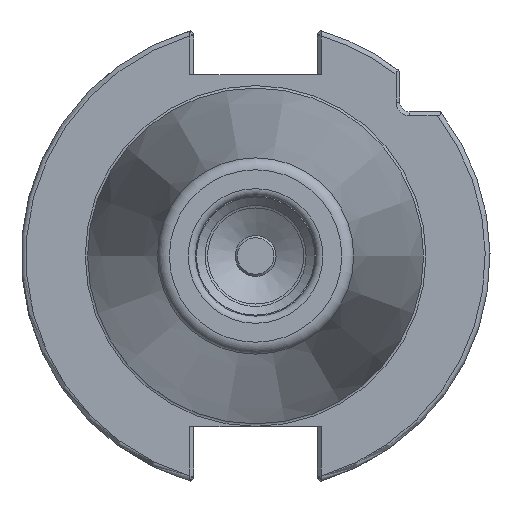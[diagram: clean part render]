
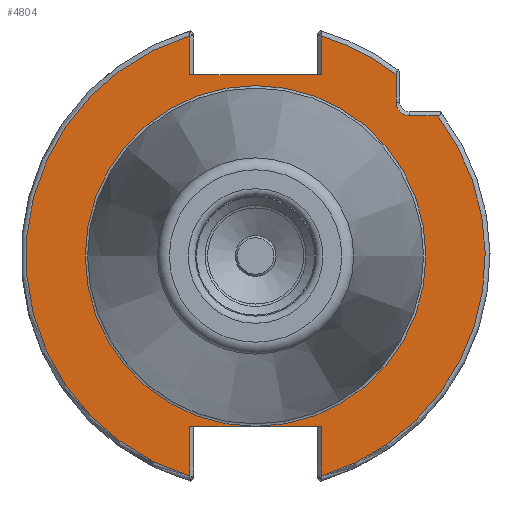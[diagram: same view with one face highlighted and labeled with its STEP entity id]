
A CAD part, left-side view. The second image highlights one B-rep face of the part: STEP entity #4804.
In plain terms, the highlighted planar face has unit normal (-1, 0, 0).
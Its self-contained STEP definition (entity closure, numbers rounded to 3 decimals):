
#155=PLANE('',#5301);
#281=FACE_BOUND('',#906,.T.);
#594=FACE_OUTER_BOUND('',#905,.T.);
#905=EDGE_LOOP('',(#3645,#3646,#3647,#3648,#3649,#3650,#3651,#3652,#3653,
#3654,#3655,#3656));
#906=EDGE_LOOP('',(#3657));
#1195=LINE('',#7983,#1548);
#1217=LINE('',#8285,#1570);
#1219=LINE('',#8364,#1572);
#1220=LINE('',#8366,#1573);
#1221=LINE('',#8370,#1574);
#1222=LINE('',#8374,#1575);
#1223=LINE('',#8377,#1576);
#1224=LINE('',#8378,#1577);
#1548=VECTOR('',#5949,10.);
#1570=VECTOR('',#5997,10.);
#1572=VECTOR('',#6019,10.);
#1573=VECTOR('',#6020,10.);
#1574=VECTOR('',#6023,10.);
#1575=VECTOR('',#6026,10.);
#1576=VECTOR('',#6029,10.);
#1577=VECTOR('',#6030,10.);
#1916=CIRCLE('',#5300,47.75);
#1917=CIRCLE('',#5302,47.75);
#1918=CIRCLE('',#5303,2.8);
#1919=CIRCLE('',#5304,47.75);
#1920=CIRCLE('',#5305,35.425);
#2160=VERTEX_POINT('',#7981);
#2161=VERTEX_POINT('',#7982);
#2189=VERTEX_POINT('',#8278);
#2192=VERTEX_POINT('',#8283);
#2199=VERTEX_POINT('',#8342);
#2201=VERTEX_POINT('',#8363);
#2202=VERTEX_POINT('',#8365);
#2203=VERTEX_POINT('',#8367);
#2204=VERTEX_POINT('',#8369);
#2205=VERTEX_POINT('',#8371);
#2206=VERTEX_POINT('',#8373);
#2207=VERTEX_POINT('',#8375);
#2208=VERTEX_POINT('',#8379);
#2672=EDGE_CURVE('',#2160,#2161,#1195,.T.);
#2714=EDGE_CURVE('',#2192,#2189,#1217,.T.);
#2726=EDGE_CURVE('',#2189,#2199,#1916,.T.);
#2729=EDGE_CURVE('',#2192,#2201,#1219,.T.);
#2730=EDGE_CURVE('',#2202,#2201,#1220,.T.);
#2731=EDGE_CURVE('',#2203,#2202,#1917,.T.);
#2732=EDGE_CURVE('',#2204,#2203,#1221,.T.);
#2733=EDGE_CURVE('',#2205,#2204,#1918,.T.);
#2734=EDGE_CURVE('',#2206,#2205,#1222,.T.);
#2735=EDGE_CURVE('',#2207,#2206,#1919,.T.);
#2736=EDGE_CURVE('',#2160,#2207,#1223,.T.);
#2737=EDGE_CURVE('',#2199,#2161,#1224,.T.);
#2738=EDGE_CURVE('',#2208,#2208,#1920,.T.);
#3645=ORIENTED_EDGE('',*,*,#2714,.F.);
#3646=ORIENTED_EDGE('',*,*,#2729,.T.);
#3647=ORIENTED_EDGE('',*,*,#2730,.F.);
#3648=ORIENTED_EDGE('',*,*,#2731,.F.);
#3649=ORIENTED_EDGE('',*,*,#2732,.F.);
#3650=ORIENTED_EDGE('',*,*,#2733,.F.);
#3651=ORIENTED_EDGE('',*,*,#2734,.F.);
#3652=ORIENTED_EDGE('',*,*,#2735,.F.);
#3653=ORIENTED_EDGE('',*,*,#2736,.F.);
#3654=ORIENTED_EDGE('',*,*,#2672,.T.);
#3655=ORIENTED_EDGE('',*,*,#2737,.F.);
#3656=ORIENTED_EDGE('',*,*,#2726,.F.);
#3657=ORIENTED_EDGE('',*,*,#2738,.T.);
#4804=ADVANCED_FACE('',(#594,#281),#155,.T.);
#5300=AXIS2_PLACEMENT_3D('',#8343,#6015,#6016);
#5301=AXIS2_PLACEMENT_3D('',#8362,#6017,#6018);
#5302=AXIS2_PLACEMENT_3D('',#8368,#6021,#6022);
#5303=AXIS2_PLACEMENT_3D('',#8372,#6024,#6025);
#5304=AXIS2_PLACEMENT_3D('',#8376,#6027,#6028);
#5305=AXIS2_PLACEMENT_3D('',#8380,#6031,#6032);
#5949=DIRECTION('',(0.,1.,0.));
#5997=DIRECTION('',(0.,0.,-1.));
#6015=DIRECTION('center_axis',(1.,0.,0.));
#6016=DIRECTION('ref_axis',(0.,0.,-1.));
#6017=DIRECTION('center_axis',(-1.,0.,0.));
#6018=DIRECTION('ref_axis',(0.,0.,1.));
#6019=DIRECTION('',(0.,-1.,0.));
#6020=DIRECTION('',(0.,0.,1.));
#6021=DIRECTION('center_axis',(1.,0.,0.));
#6022=DIRECTION('ref_axis',(0.,0.,-1.));
#6023=DIRECTION('',(0.,-1.,0.));
#6024=DIRECTION('center_axis',(-1.,0.,0.));
#6025=DIRECTION('ref_axis',(0.,1.,0.));
#6026=DIRECTION('',(0.,0.,-1.));
#6027=DIRECTION('center_axis',(1.,0.,0.));
#6028=DIRECTION('ref_axis',(0.,0.,-1.));
#6029=DIRECTION('',(0.,0.,1.));
#6030=DIRECTION('',(0.,0.,-1.));
#6031=DIRECTION('center_axis',(1.,0.,0.));
#6032=DIRECTION('ref_axis',(0.,0.,-1.));
#7981=CARTESIAN_POINT('',(3.2,-13.65,37.7));
#7982=CARTESIAN_POINT('',(3.2,13.65,37.7));
#7983=CARTESIAN_POINT('',(3.2,30.3,37.7));
#8278=CARTESIAN_POINT('',(3.2,13.65,-45.757));
#8283=CARTESIAN_POINT('',(3.2,13.65,-35.5));
#8285=CARTESIAN_POINT('',(3.2,13.65,-17.75));
#8342=CARTESIAN_POINT('',(3.2,13.65,45.757));
#8343=CARTESIAN_POINT('Origin',(3.2,0.,0.));
#8362=CARTESIAN_POINT('Origin',(3.2,47.75,0.));
#8363=CARTESIAN_POINT('',(3.2,-13.65,-35.5));
#8364=CARTESIAN_POINT('',(3.2,17.45,-35.5));
#8365=CARTESIAN_POINT('',(3.2,-13.65,-45.757));
#8366=CARTESIAN_POINT('',(3.2,-13.65,-27.75));
#8367=CARTESIAN_POINT('',(3.2,-37.781,29.2));
#8368=CARTESIAN_POINT('Origin',(3.2,0.,0.));
#8369=CARTESIAN_POINT('',(3.2,-32.,29.2));
#8370=CARTESIAN_POINT('',(3.2,7.875,29.2));
#8371=CARTESIAN_POINT('',(3.2,-29.2,32.));
#8372=CARTESIAN_POINT('Origin',(3.2,-32.,32.));
#8373=CARTESIAN_POINT('',(3.2,-29.2,37.781));
#8374=CARTESIAN_POINT('',(3.2,-29.2,20.));
#8375=CARTESIAN_POINT('',(3.2,-13.65,45.757));
#8376=CARTESIAN_POINT('Origin',(3.2,0.,0.));
#8377=CARTESIAN_POINT('',(3.2,-13.65,18.85));
#8378=CARTESIAN_POINT('',(3.2,13.65,28.85));
#8379=CARTESIAN_POINT('',(3.2,0.,35.425));
#8380=CARTESIAN_POINT('Origin',(3.2,0.,0.));
